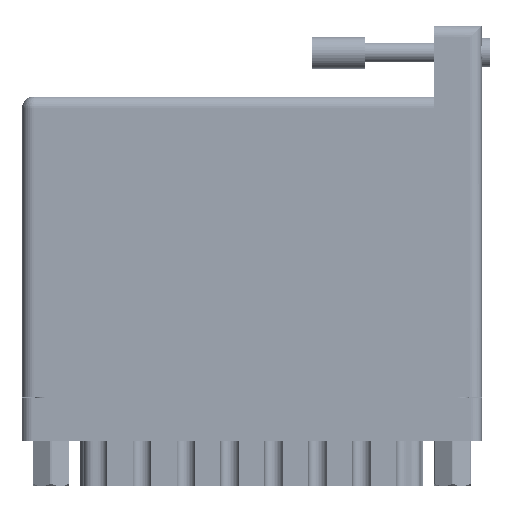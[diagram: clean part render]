
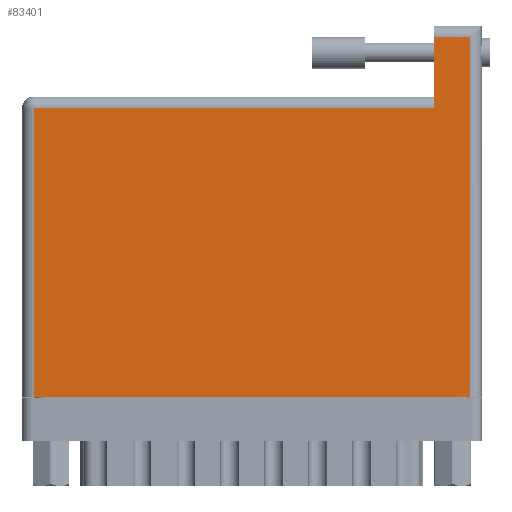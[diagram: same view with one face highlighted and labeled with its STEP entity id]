
A CAD part, front view. The second image highlights one B-rep face of the part: STEP entity #83401.
In plain terms, the highlighted face is planar.
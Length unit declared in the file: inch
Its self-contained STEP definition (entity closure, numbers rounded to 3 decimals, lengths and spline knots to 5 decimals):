
#2885 = ORIENTED_EDGE ( 'NONE', *, *, #15045, .T. ) ;
#2938 = DIRECTION ( 'NONE',  ( 0., 1., 0. ) ) ;
#3310 = VECTOR ( 'NONE', #2938, 39.37008 ) ;
#3919 = DIRECTION ( 'NONE',  ( 0., -1., 0. ) ) ;
#7839 = CARTESIAN_POINT ( 'NONE',  ( 0., 1.775, 0. ) ) ;
#8417 = DIRECTION ( 'NONE',  ( -1., 0., 0. ) ) ;
#8426 = CARTESIAN_POINT ( 'NONE',  ( 2.648, 2.195, 0. ) ) ;
#10148 = LINE ( 'NONE', #60633, #32951 ) ;
#10586 = ORIENTED_EDGE ( 'NONE', *, *, #56609, .T. ) ;
#11543 = CARTESIAN_POINT ( 'NONE',  ( 2.648, 0., 0. ) ) ;
#13424 = DIRECTION ( 'NONE',  ( -1., 0., 0. ) ) ;
#14490 = VERTEX_POINT ( 'NONE', #43706 ) ;
#15045 = EDGE_CURVE ( 'NONE', #14490, #48947, #74916, .T. ) ;
#16962 = VECTOR ( 'NONE', #23745, 39.37008 ) ;
#19134 = VERTEX_POINT ( 'NONE', #11543 ) ;
#19143 = ORIENTED_EDGE ( 'NONE', *, *, #70526, .T. ) ;
#23019 = VECTOR ( 'NONE', #30342, 39.37008 ) ;
#23745 = DIRECTION ( 'NONE',  ( 0., -1., 0. ) ) ;
#25329 = EDGE_CURVE ( 'NONE', #48947, #83012, #10148, .T. ) ;
#26255 = CARTESIAN_POINT ( 'NONE',  ( 0., 0., 0. ) ) ;
#26302 = VECTOR ( 'NONE', #3919, 39.37008 ) ;
#26472 = CARTESIAN_POINT ( 'NONE',  ( 2.648, 2.125, 0. ) ) ;
#29070 = ORIENTED_EDGE ( 'NONE', *, *, #25329, .T. ) ;
#30342 = DIRECTION ( 'NONE',  ( -1., 0., 0. ) ) ;
#31093 = EDGE_CURVE ( 'NONE', #84660, #14490, #69587, .T. ) ;
#32951 = VECTOR ( 'NONE', #13424, 39.37008 ) ;
#38744 = LINE ( 'NONE', #76976, #16962 ) ;
#39121 = LINE ( 'NONE', #26255, #62947 ) ;
#43706 = CARTESIAN_POINT ( 'NONE',  ( 2.438, 2.125, 0. ) ) ;
#44674 = CARTESIAN_POINT ( 'NONE',  ( 2.438, 1.705, 0. ) ) ;
#46847 = ORIENTED_EDGE ( 'NONE', *, *, #81583, .T. ) ;
#48947 = VERTEX_POINT ( 'NONE', #44674 ) ;
#50990 = FACE_OUTER_BOUND ( 'NONE', #77933, .T. ) ;
#55829 = CARTESIAN_POINT ( 'NONE',  ( 0.07, 0., 0. ) ) ;
#56609 = EDGE_CURVE ( 'NONE', #68314, #19134, #39121, .T. ) ;
#60338 = LINE ( 'NONE', #8426, #3310 ) ;
#60633 = CARTESIAN_POINT ( 'NONE',  ( 0., 1.705, 0. ) ) ;
#62947 = VECTOR ( 'NONE', #78632, 39.37008 ) ;
#64795 = ORIENTED_EDGE ( 'NONE', *, *, #31093, .T. ) ;
#68314 = VERTEX_POINT ( 'NONE', #55829 ) ;
#69343 = CARTESIAN_POINT ( 'NONE',  ( 0.07, 1.705, 0. ) ) ;
#69587 = LINE ( 'NONE', #76056, #23019 ) ;
#69960 = CARTESIAN_POINT ( 'NONE',  ( 2.438, 2.195, 0. ) ) ;
#70526 = EDGE_CURVE ( 'NONE', #19134, #84660, #60338, .T. ) ;
#74693 = PLANE ( 'NONE',  #80201 ) ;
#74916 = LINE ( 'NONE', #69960, #26302 ) ;
#76056 = CARTESIAN_POINT ( 'NONE',  ( 0., 2.125, 0. ) ) ;
#76976 = CARTESIAN_POINT ( 'NONE',  ( 0.07, 0., 0. ) ) ;
#77933 = EDGE_LOOP ( 'NONE', ( #29070, #46847, #10586, #19143, #64795, #2885 ) ) ;
#78632 = DIRECTION ( 'NONE',  ( 1., 0., 0. ) ) ;
#80201 = AXIS2_PLACEMENT_3D ( 'NONE', #7839, #81108, #8417 ) ;
#81108 = DIRECTION ( 'NONE',  ( 0., 0., -1. ) ) ;
#81583 = EDGE_CURVE ( 'NONE', #83012, #68314, #38744, .T. ) ;
#83012 = VERTEX_POINT ( 'NONE', #69343 ) ;
#83401 = ADVANCED_FACE ( 'NONE', ( #50990 ), #74693, .F. ) ;
#84660 = VERTEX_POINT ( 'NONE', #26472 ) ;
